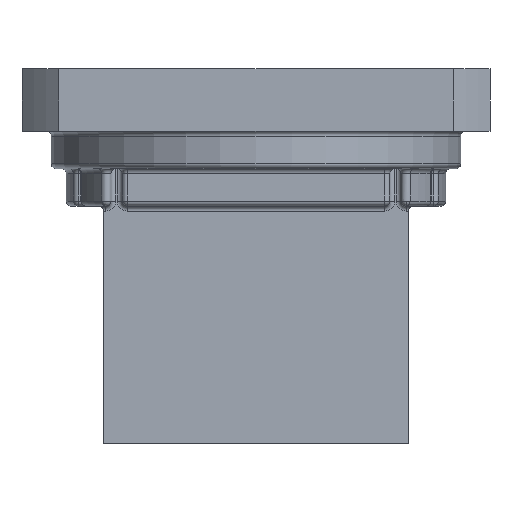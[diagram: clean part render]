
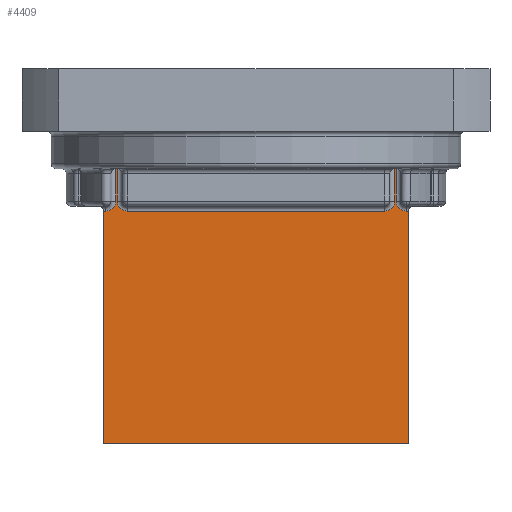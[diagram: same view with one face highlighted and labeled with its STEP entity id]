
A CAD part, front view. The second image highlights one B-rep face of the part: STEP entity #4409.
In plain terms, the highlighted planar face has unit normal (0, -1, 0).
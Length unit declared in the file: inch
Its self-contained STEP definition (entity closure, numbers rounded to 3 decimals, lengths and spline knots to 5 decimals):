
#6 = VERTEX_POINT ( 'NONE', #13728 ) ;
#581 = DIRECTION ( 'NONE',  ( -1., 0., 0. ) ) ;
#926 = CARTESIAN_POINT ( 'NONE',  ( 0.611, -0.2985, -0.57 ) ) ;
#1004 = VECTOR ( 'NONE', #8172, 39.37008 ) ;
#1067 = DIRECTION ( 'NONE',  ( 0., 0., 1. ) ) ;
#1109 = DIRECTION ( 'NONE',  ( 0., 0., 1. ) ) ;
#1333 = VERTEX_POINT ( 'NONE', #14382 ) ;
#1396 = EDGE_CURVE ( 'NONE', #4701, #4271, #12838, .T. ) ;
#1465 = VECTOR ( 'NONE', #8004, 39.37008 ) ;
#1713 = CARTESIAN_POINT ( 'NONE',  ( -0.611, -0.2985, -1.5 ) ) ;
#1767 = DIRECTION ( 'NONE',  ( 0., 0., 1. ) ) ;
#1816 = CARTESIAN_POINT ( 'NONE',  ( 0.581, -0.2985, -0.57 ) ) ;
#1829 = LINE ( 'NONE', #8121, #8105 ) ;
#1878 = ORIENTED_EDGE ( 'NONE', *, *, #9801, .T. ) ;
#1909 = CARTESIAN_POINT ( 'NONE',  ( 0.611, -0.2985, -1.5 ) ) ;
#2108 = EDGE_CURVE ( 'NONE', #3532, #6, #8095, .T. ) ;
#2483 = ORIENTED_EDGE ( 'NONE', *, *, #3381, .T. ) ;
#2658 = CARTESIAN_POINT ( 'NONE',  ( -0.561, -0.2985, -0.53 ) ) ;
#2760 = ORIENTED_EDGE ( 'NONE', *, *, #5786, .F. ) ;
#2861 = EDGE_CURVE ( 'NONE', #3538, #1333, #19897, .T. ) ;
#3232 = AXIS2_PLACEMENT_3D ( 'NONE', #15056, #19706, #11874 ) ;
#3368 = DIRECTION ( 'NONE',  ( -1., 0., 0. ) ) ;
#3381 = EDGE_CURVE ( 'NONE', #18652, #16563, #5058, .T. ) ;
#3532 = VERTEX_POINT ( 'NONE', #13797 ) ;
#3538 = VERTEX_POINT ( 'NONE', #17090 ) ;
#3547 = LINE ( 'NONE', #1909, #6410 ) ;
#3581 = DIRECTION ( 'NONE',  ( 0., -1., 0. ) ) ;
#3606 = CARTESIAN_POINT ( 'NONE',  ( -0.556, -0.2985, -1.5 ) ) ;
#3735 = ORIENTED_EDGE ( 'NONE', *, *, #15759, .T. ) ;
#3877 = VERTEX_POINT ( 'NONE', #5236 ) ;
#4271 = VERTEX_POINT ( 'NONE', #8872 ) ;
#4409 = ADVANCED_FACE ( 'NONE', ( #12377 ), #18756, .T. ) ;
#4431 = EDGE_LOOP ( 'NONE', ( #8635, #12503, #10050, #6417, #12416, #9219, #2760, #2483, #7408, #3735, #14321, #17383, #6856, #10927, #1878, #16063 ) ) ;
#4701 = VERTEX_POINT ( 'NONE', #926 ) ;
#4920 = CARTESIAN_POINT ( 'NONE',  ( -0.516, -0.2985, -0.57 ) ) ;
#5034 = DIRECTION ( 'NONE',  ( 0., 0., -1. ) ) ;
#5058 = LINE ( 'NONE', #3606, #17431 ) ;
#5131 = CARTESIAN_POINT ( 'NONE',  ( -0.516, -0.2985, -0.53 ) ) ;
#5236 = CARTESIAN_POINT ( 'NONE',  ( 0.611, -0.2985, -1.5 ) ) ;
#5408 = EDGE_CURVE ( 'NONE', #9437, #16563, #15144, .T. ) ;
#5561 = LINE ( 'NONE', #9885, #7412 ) ;
#5786 = EDGE_CURVE ( 'NONE', #18652, #14665, #6553, .T. ) ;
#6197 = CARTESIAN_POINT ( 'NONE',  ( -0.611, -0.2985, -0.57 ) ) ;
#6410 = VECTOR ( 'NONE', #1067, 39.37008 ) ;
#6417 = ORIENTED_EDGE ( 'NONE', *, *, #7558, .T. ) ;
#6526 = EDGE_CURVE ( 'NONE', #3538, #18997, #14761, .T. ) ;
#6553 = CIRCLE ( 'NONE', #18053, 0.04 ) ;
#6856 = ORIENTED_EDGE ( 'NONE', *, *, #9482, .F. ) ;
#7197 = CARTESIAN_POINT ( 'NONE',  ( -0.611, -0.2985, -1.5 ) ) ;
#7408 = ORIENTED_EDGE ( 'NONE', *, *, #5408, .F. ) ;
#7412 = VECTOR ( 'NONE', #16267, 39.37008 ) ;
#7550 = DIRECTION ( 'NONE',  ( -1., 0., 0. ) ) ;
#7558 = EDGE_CURVE ( 'NONE', #8345, #8894, #5561, .T. ) ;
#7606 = CARTESIAN_POINT ( 'NONE',  ( -0.561, -0.2985, -0.4 ) ) ;
#7648 = DIRECTION ( 'NONE',  ( 0., -1., 0. ) ) ;
#8004 = DIRECTION ( 'NONE',  ( 1., 0., 0. ) ) ;
#8095 = LINE ( 'NONE', #19305, #14415 ) ;
#8105 = VECTOR ( 'NONE', #3368, 39.37008 ) ;
#8121 = CARTESIAN_POINT ( 'NONE',  ( -0.536, -0.2985, -0.57 ) ) ;
#8172 = DIRECTION ( 'NONE',  ( 1., 0., 0. ) ) ;
#8183 = AXIS2_PLACEMENT_3D ( 'NONE', #11239, #7648, #9592 ) ;
#8345 = VERTEX_POINT ( 'NONE', #19211 ) ;
#8635 = ORIENTED_EDGE ( 'NONE', *, *, #11081, .F. ) ;
#8825 = DIRECTION ( 'NONE',  ( 0., 0., -1. ) ) ;
#8872 = CARTESIAN_POINT ( 'NONE',  ( 0.601, -0.2985, -0.57 ) ) ;
#8894 = VERTEX_POINT ( 'NONE', #16680 ) ;
#9032 = VECTOR ( 'NONE', #1109, 39.37008 ) ;
#9219 = ORIENTED_EDGE ( 'NONE', *, *, #14592, .T. ) ;
#9437 = VERTEX_POINT ( 'NONE', #7606 ) ;
#9482 = EDGE_CURVE ( 'NONE', #12148, #1333, #20164, .T. ) ;
#9592 = DIRECTION ( 'NONE',  ( 0., 0., -1. ) ) ;
#9703 = EDGE_CURVE ( 'NONE', #12148, #3877, #15821, .T. ) ;
#9801 = EDGE_CURVE ( 'NONE', #3877, #4701, #3547, .T. ) ;
#9885 = CARTESIAN_POINT ( 'NONE',  ( 0.556, -0.2985, -1.5 ) ) ;
#10050 = ORIENTED_EDGE ( 'NONE', *, *, #16595, .F. ) ;
#10927 = ORIENTED_EDGE ( 'NONE', *, *, #9703, .T. ) ;
#10952 = CARTESIAN_POINT ( 'NONE',  ( -0.611, -0.2985, -0.4 ) ) ;
#11081 = EDGE_CURVE ( 'NONE', #3532, #4271, #20259, .T. ) ;
#11145 = AXIS2_PLACEMENT_3D ( 'NONE', #13188, #19257, #16165 ) ;
#11157 = CARTESIAN_POINT ( 'NONE',  ( -0.556, -0.2985, -0.4 ) ) ;
#11239 = CARTESIAN_POINT ( 'NONE',  ( -0.611, -0.2985, -1.5 ) ) ;
#11399 = VECTOR ( 'NONE', #7550, 39.37008 ) ;
#11831 = VECTOR ( 'NONE', #19842, 39.37008 ) ;
#11874 = DIRECTION ( 'NONE',  ( 0., 0., -1. ) ) ;
#11913 = CARTESIAN_POINT ( 'NONE',  ( -0.561, -0.2985, -1.5 ) ) ;
#12148 = VERTEX_POINT ( 'NONE', #19459 ) ;
#12187 = CARTESIAN_POINT ( 'NONE',  ( 0.516, -0.2985, -0.57 ) ) ;
#12377 = FACE_OUTER_BOUND ( 'NONE', #4431, .T. ) ;
#12416 = ORIENTED_EDGE ( 'NONE', *, *, #18342, .F. ) ;
#12503 = ORIENTED_EDGE ( 'NONE', *, *, #2108, .T. ) ;
#12838 = LINE ( 'NONE', #1816, #16146 ) ;
#13188 = CARTESIAN_POINT ( 'NONE',  ( 0.516, -0.2985, -0.53 ) ) ;
#13728 = CARTESIAN_POINT ( 'NONE',  ( 0.561, -0.2985, -0.4 ) ) ;
#13797 = CARTESIAN_POINT ( 'NONE',  ( 0.561, -0.2985, -0.53 ) ) ;
#14302 = CARTESIAN_POINT ( 'NONE',  ( -0.611, -0.2985, -0.4 ) ) ;
#14321 = ORIENTED_EDGE ( 'NONE', *, *, #6526, .F. ) ;
#14382 = CARTESIAN_POINT ( 'NONE',  ( -0.611, -0.2985, -0.57 ) ) ;
#14415 = VECTOR ( 'NONE', #14673, 39.37008 ) ;
#14592 = EDGE_CURVE ( 'NONE', #17692, #14665, #1829, .T. ) ;
#14665 = VERTEX_POINT ( 'NONE', #4920 ) ;
#14673 = DIRECTION ( 'NONE',  ( 0., 0., 1. ) ) ;
#14761 = CIRCLE ( 'NONE', #3232, 0.04 ) ;
#14907 = LINE ( 'NONE', #11913, #11831 ) ;
#14987 = AXIS2_PLACEMENT_3D ( 'NONE', #20062, #18504, #8825 ) ;
#15056 = CARTESIAN_POINT ( 'NONE',  ( -0.601, -0.2985, -0.53 ) ) ;
#15144 = LINE ( 'NONE', #14302, #17399 ) ;
#15759 = EDGE_CURVE ( 'NONE', #9437, #18997, #14907, .T. ) ;
#15821 = LINE ( 'NONE', #1713, #1465 ) ;
#16063 = ORIENTED_EDGE ( 'NONE', *, *, #1396, .T. ) ;
#16146 = VECTOR ( 'NONE', #581, 39.37008 ) ;
#16165 = DIRECTION ( 'NONE',  ( 0., 0., -1. ) ) ;
#16267 = DIRECTION ( 'NONE',  ( 0., 0., -1. ) ) ;
#16405 = CIRCLE ( 'NONE', #11145, 0.04 ) ;
#16563 = VERTEX_POINT ( 'NONE', #11157 ) ;
#16595 = EDGE_CURVE ( 'NONE', #8345, #6, #18785, .T. ) ;
#16680 = CARTESIAN_POINT ( 'NONE',  ( 0.556, -0.2985, -0.53 ) ) ;
#17090 = CARTESIAN_POINT ( 'NONE',  ( -0.601, -0.2985, -0.57 ) ) ;
#17190 = DIRECTION ( 'NONE',  ( 1., 0., 0. ) ) ;
#17383 = ORIENTED_EDGE ( 'NONE', *, *, #2861, .T. ) ;
#17399 = VECTOR ( 'NONE', #17190, 39.37008 ) ;
#17431 = VECTOR ( 'NONE', #1767, 39.37008 ) ;
#17692 = VERTEX_POINT ( 'NONE', #12187 ) ;
#18053 = AXIS2_PLACEMENT_3D ( 'NONE', #5131, #3581, #5034 ) ;
#18137 = CARTESIAN_POINT ( 'NONE',  ( -0.556, -0.2985, -0.53 ) ) ;
#18342 = EDGE_CURVE ( 'NONE', #17692, #8894, #16405, .T. ) ;
#18504 = DIRECTION ( 'NONE',  ( 0., -1., 0. ) ) ;
#18652 = VERTEX_POINT ( 'NONE', #18137 ) ;
#18756 = PLANE ( 'NONE',  #8183 ) ;
#18785 = LINE ( 'NONE', #10952, #1004 ) ;
#18997 = VERTEX_POINT ( 'NONE', #2658 ) ;
#19211 = CARTESIAN_POINT ( 'NONE',  ( 0.556, -0.2985, -0.4 ) ) ;
#19257 = DIRECTION ( 'NONE',  ( 0., -1., 0. ) ) ;
#19305 = CARTESIAN_POINT ( 'NONE',  ( 0.561, -0.2985, -1.5 ) ) ;
#19459 = CARTESIAN_POINT ( 'NONE',  ( -0.611, -0.2985, -1.5 ) ) ;
#19706 = DIRECTION ( 'NONE',  ( 0., -1., 0. ) ) ;
#19842 = DIRECTION ( 'NONE',  ( 0., 0., -1. ) ) ;
#19897 = LINE ( 'NONE', #6197, #11399 ) ;
#20062 = CARTESIAN_POINT ( 'NONE',  ( 0.601, -0.2985, -0.53 ) ) ;
#20164 = LINE ( 'NONE', #7197, #9032 ) ;
#20259 = CIRCLE ( 'NONE', #14987, 0.04 ) ;
